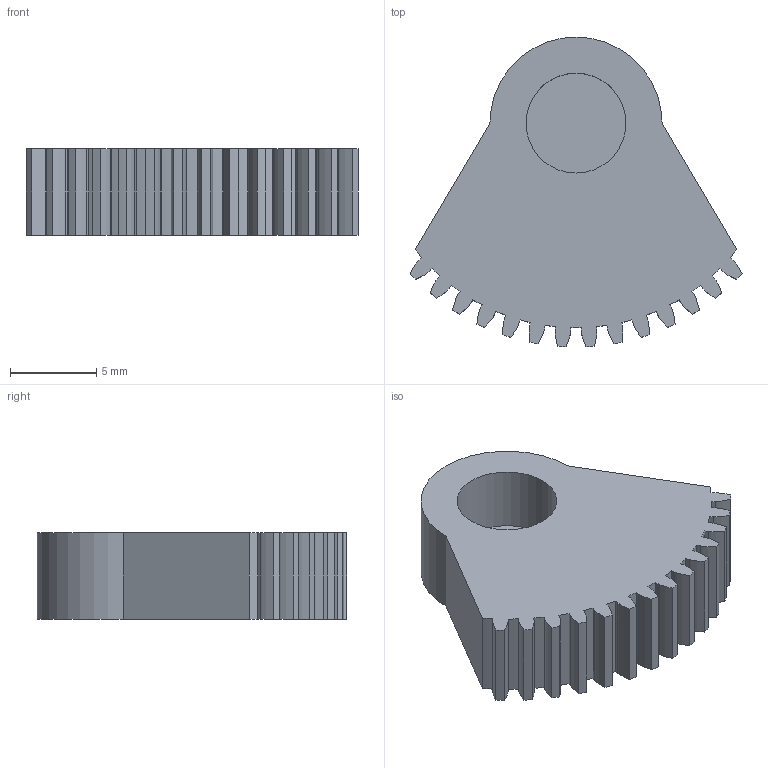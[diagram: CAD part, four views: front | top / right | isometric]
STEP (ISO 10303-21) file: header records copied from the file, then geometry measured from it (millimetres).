
FILE_DESCRIPTION(/* description */ (''),/* implementation_level */ '2;1');
FILE_NAME(/* name */ 'steering pinion gear v3.step',/* time_stamp */ '2025-05-21T10:59:12-07:00',/* author */ (''),/* organization */ (''),/* preprocessor_version */ 'ST-DEVELOPER v20.1',/* originating_system */ 'Autodesk Translation Framework v14.10.0.0',/* authorisation */ '');
FILE_SCHEMA (('AUTOMOTIVE_DESIGN { 1 0 10303 214 3 1 1 }'));
Length unit declared in the file: millimetre
Products named in the file (2): steering pinion gear; Component5
Assembly tree (1 placements, depth 2):
  steering pinion gear
    Component5
Bounding box: 19.28 x 17.99 x 5 mm (x, y, z)
Volume: 977.9 mm3; surface area: 906.5 mm2
Topology: 1 solids, 1 shells, 92 faces, 267 edges, 178 vertices
Faces by surface type: plane 33, cylinder 31, bspline 28
Full cylindrical faces by diameter (mm): 5.8 x1
Entity records: 30162 total; most frequent: CARTESIAN_POINT 27896, ORIENTED_EDGE 534, DIRECTION 407, EDGE_CURVE 267, VERTEX_POINT 178, LINE 149, VECTOR 149, AXIS2_PLACEMENT_3D 129
